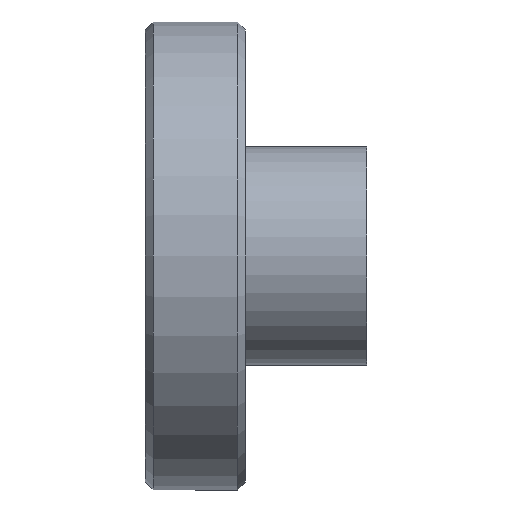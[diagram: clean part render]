
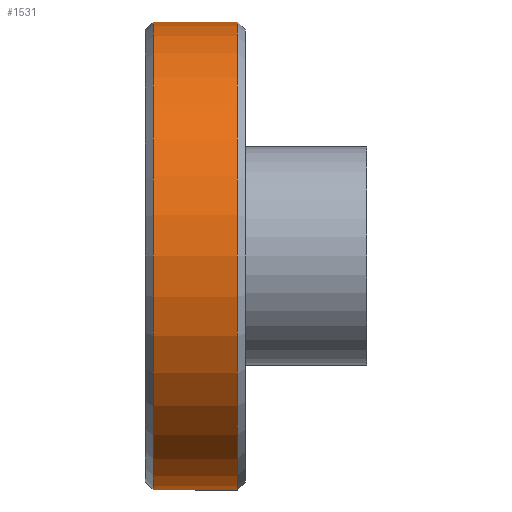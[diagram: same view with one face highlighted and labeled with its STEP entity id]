
A CAD part, left-side view. The second image highlights one B-rep face of the part: STEP entity #1531.
In plain terms, the highlighted cylindrical face has radius 16.891 mm (diameter 33.782 mm), a partial arc.
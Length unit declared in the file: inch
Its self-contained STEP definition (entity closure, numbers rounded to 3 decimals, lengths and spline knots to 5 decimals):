
#2 = VECTOR ( 'NONE', #3927, 39.37008 ) ;
#5 = LINE ( 'NONE', #3924, #2 ) ;
#6 = VECTOR ( 'NONE', #3938, 39.37008 ) ;
#8 = LINE ( 'NONE', #3939, #6 ) ;
#113 = VERTEX_POINT ( 'NONE', #4087 ) ;
#163 = VERTEX_POINT ( 'NONE', #3867 ) ;
#223 = VERTEX_POINT ( 'NONE', #3634 ) ;
#392 = VERTEX_POINT ( 'NONE', #4159 ) ;
#458 = EDGE_LOOP ( 'NONE', ( #595, #596, #597, #598 ) ) ;
#595 = ORIENTED_EDGE ( 'NONE', *, *, #1303, .F. ) ;
#596 = ORIENTED_EDGE ( 'NONE', *, *, #1367, .T. ) ;
#597 = ORIENTED_EDGE ( 'NONE', *, *, #1306, .T. ) ;
#598 = ORIENTED_EDGE ( 'NONE', *, *, #1366, .F. ) ;
#1303 = EDGE_CURVE ( 'NONE', #163, #392, #8, .T. ) ;
#1306 = EDGE_CURVE ( 'NONE', #223, #113, #5, .T. ) ;
#1366 = EDGE_CURVE ( 'NONE', #392, #113, #2985, .T. ) ;
#1367 = EDGE_CURVE ( 'NONE', #163, #223, #2984, .T. ) ;
#1531 = ADVANCED_FACE ( 'NONE', ( #2698 ), #2699, .T. ) ;
#2315 = AXIS2_PLACEMENT_3D ( 'NONE', #3168, #3105, #3125 ) ;
#2698 = FACE_OUTER_BOUND ( 'NONE', #458, .T. ) ;
#2699 = CYLINDRICAL_SURFACE ( 'NONE', #2315, 0.665 ) ;
#2984 = CIRCLE ( 'NONE', #3068, 0.665 ) ;
#2985 = CIRCLE ( 'NONE', #3070, 0.665 ) ;
#3068 = AXIS2_PLACEMENT_3D ( 'NONE', #3693, #3692, #3691 ) ;
#3070 = AXIS2_PLACEMENT_3D ( 'NONE', #3697, #3696, #3695 ) ;
#3105 = DIRECTION ( 'NONE',  ( 0., 1., 0. ) ) ;
#3125 = DIRECTION ( 'NONE',  ( 0., 0., 1. ) ) ;
#3168 = CARTESIAN_POINT ( 'NONE',  ( 0., 0.4, 0. ) ) ;
#3634 = CARTESIAN_POINT ( 'NONE',  ( 0., -0.08237, 0.665 ) ) ;
#3691 = DIRECTION ( 'NONE',  ( 0., 0., 1. ) ) ;
#3692 = DIRECTION ( 'NONE',  ( 0., 1., 0. ) ) ;
#3693 = CARTESIAN_POINT ( 'NONE',  ( 0., -0.08237, 0. ) ) ;
#3695 = DIRECTION ( 'NONE',  ( 0., 0., 1. ) ) ;
#3696 = DIRECTION ( 'NONE',  ( 0., 1., 0. ) ) ;
#3697 = CARTESIAN_POINT ( 'NONE',  ( 0., 0.15737, 0. ) ) ;
#3867 = CARTESIAN_POINT ( 'NONE',  ( 0., -0.08237, -0.665 ) ) ;
#3924 = CARTESIAN_POINT ( 'NONE',  ( 0., 0.4, 0.665 ) ) ;
#3927 = DIRECTION ( 'NONE',  ( 0., 1., 0. ) ) ;
#3938 = DIRECTION ( 'NONE',  ( 0., 1., 0. ) ) ;
#3939 = CARTESIAN_POINT ( 'NONE',  ( 0., 0.4, -0.665 ) ) ;
#4087 = CARTESIAN_POINT ( 'NONE',  ( 0., 0.15737, 0.665 ) ) ;
#4159 = CARTESIAN_POINT ( 'NONE',  ( 0., 0.15737, -0.665 ) ) ;
